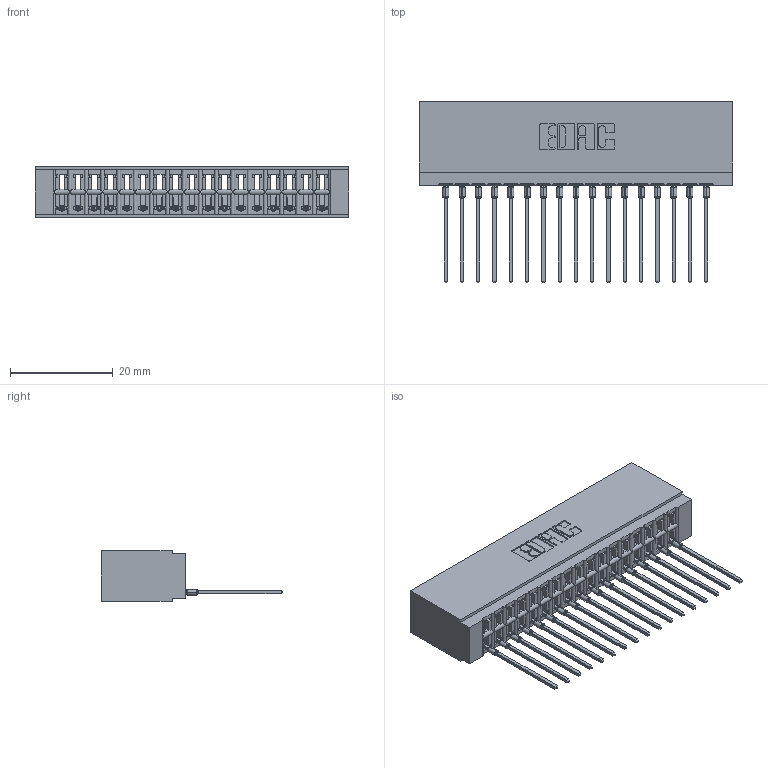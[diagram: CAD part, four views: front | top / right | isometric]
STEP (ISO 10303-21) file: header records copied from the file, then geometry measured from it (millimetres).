
FILE_DESCRIPTION (( 'STEP AP203' ), '1' );
FILE_NAME ('746-017-541-101.STEP', '2026-02-27T20:43:30', ( '' ), ( '' ), 'SwSTEP 2.0', 'SolidWorks 2023', '' );
FILE_SCHEMA (( 'CONFIG_CONTROL_DESIGN' ));
Length unit declared in the file: millimetre
Products named in the file (3): 746-292-001_541; 746 Part_.515 Slot Depth - 01; 746-017-541-101
Assembly tree (18 placements, depth 2):
  746-017-541-101
    746 Part_.515 Slot Depth - 01
    746-292-001_541  x17
Bounding box: 61.21 x 35.42 x 9.91 mm (x, y, z)
Volume: 6646.7 mm3; surface area: 9843.6 mm2
Topology: 18 solids, 18 shells, 1933 faces, 5482 edges, 3524 vertices
Faces by surface type: plane 1126, cylinder 365, bspline 340, torus 102
Entity records: 29215 total; most frequent: CARTESIAN_POINT 6118, ORIENTED_EDGE 5044, DIRECTION 4220, EDGE_CURVE 2522, VECTOR 2168, LINE 2168, VERTEX_POINT 1668, AXIS2_PLACEMENT_3D 1026
